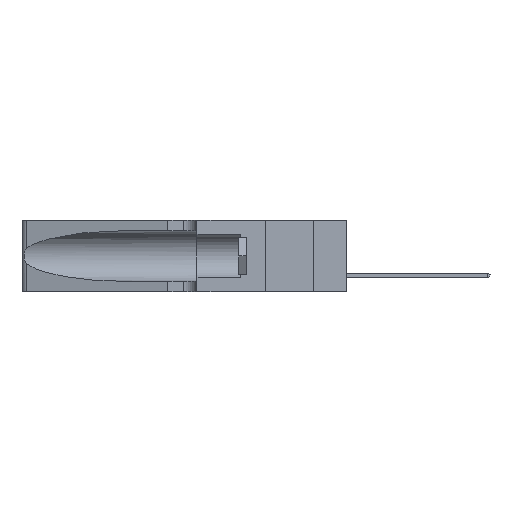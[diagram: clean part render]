
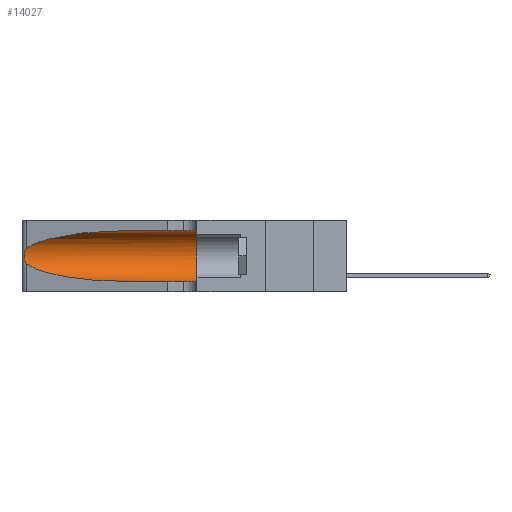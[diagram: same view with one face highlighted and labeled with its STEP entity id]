
A CAD part, left-side view. The second image highlights one B-rep face of the part: STEP entity #14027.
In plain terms, the highlighted cylindrical face has radius 3.308 mm (diameter 6.617 mm), a partial arc.
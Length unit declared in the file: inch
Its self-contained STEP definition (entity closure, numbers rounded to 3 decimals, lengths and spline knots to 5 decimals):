
#46 = VECTOR ( 'NONE', #31287, 39.37008 ) ;
#757 = CARTESIAN_POINT ( 'NONE',  ( 0.25789, 1.23486, 0.15765 ) ) ;
#968 = EDGE_CURVE ( 'NONE', #2544, #4015, #12402, .T. ) ;
#1255 = CARTESIAN_POINT ( 'NONE',  ( 0.18966, 0.96281, 0.05475 ) ) ;
#1808 = ORIENTED_EDGE ( 'NONE', *, *, #23643, .T. ) ;
#1990 = VECTOR ( 'NONE', #28251, 39.37008 ) ;
#2018 = ORIENTED_EDGE ( 'NONE', *, *, #5908, .T. ) ;
#2544 = VERTEX_POINT ( 'NONE', #34868 ) ;
#3598 = EDGE_CURVE ( 'NONE', #32567, #23638, #27136, .T. ) ;
#4015 = VERTEX_POINT ( 'NONE', #27624 ) ;
#4790 = AXIS2_PLACEMENT_3D ( 'NONE', #30690, #10378, #13211 ) ;
#5229 = CARTESIAN_POINT ( 'NONE',  ( 0.25555, 1.22994, 0.2215 ) ) ;
#5401 = CARTESIAN_POINT ( 'NONE',  ( 0.25854, 1.2359, 0.20912 ) ) ;
#5908 = EDGE_CURVE ( 'NONE', #15684, #28175, #25754, .T. ) ;
#6344 = CARTESIAN_POINT ( 'NONE',  ( 0.2373, 1.15595, 0.28018 ) ) ;
#6894 = CIRCLE ( 'NONE', #24157, 0.13025 ) ;
#9086 = CARTESIAN_POINT ( 'NONE',  ( 0.25639, 1.23186, 0.15144 ) ) ;
#9553 = FACE_OUTER_BOUND ( 'NONE', #20584, .T. ) ;
#10133 = CARTESIAN_POINT ( 'NONE',  ( 0.2373, 1.15595, 0.08982 ) ) ;
#10378 = DIRECTION ( 'NONE',  ( 0., -1., 0. ) ) ;
#10507 = CYLINDRICAL_SURFACE ( 'NONE', #4790, 0.13025 ) ;
#10523 =( BOUNDED_CURVE ( )  B_SPLINE_CURVE ( 3, ( #14715, #35477, #6344, #29401 ),
 .UNSPECIFIED., .F., .T. ) 
 B_SPLINE_CURVE_WITH_KNOTS ( ( 4, 4 ),
 ( 1.5708, 2.84003 ),
 .UNSPECIFIED. ) 
 CURVE ( )  GEOMETRIC_REPRESENTATION_ITEM ( )  RATIONAL_B_SPLINE_CURVE ( ( 1., 0.87, 0.87, 1. ) ) 
 REPRESENTATION_ITEM ( '' )  );
#10916 = ORIENTED_EDGE ( 'NONE', *, *, #31785, .T. ) ;
#11463 = CARTESIAN_POINT ( 'NONE',  ( 0.25487, 1.22718, 0.14631 ) ) ;
#12029 = ORIENTED_EDGE ( 'NONE', *, *, #3598, .T. ) ;
#12079 = CARTESIAN_POINT ( 'NONE',  ( 0.25639, 1.23184, 0.21858 ) ) ;
#12402 = LINE ( 'NONE', #16827, #46 ) ;
#13211 = DIRECTION ( 'NONE',  ( 0., 0., -1. ) ) ;
#13220 = CARTESIAN_POINT ( 'NONE',  ( 0.1305, 0.72297, 0.05475 ) ) ;
#14027 = ADVANCED_FACE ( 'NONE', ( #9553 ), #10507, .F. ) ;
#14157 = ORIENTED_EDGE ( 'NONE', *, *, #21153, .F. ) ;
#14158 = DIRECTION ( 'NONE',  ( 0., 1., 0. ) ) ;
#14715 = CARTESIAN_POINT ( 'NONE',  ( 0.1305, 0.72297, 0.31525 ) ) ;
#15558 = CARTESIAN_POINT ( 'NONE',  ( 0.26018, 1.23835, 0.19895 ) ) ;
#15684 = VERTEX_POINT ( 'NONE', #20481 ) ;
#15725 = CARTESIAN_POINT ( 'NONE',  ( 0.25487, 1.22718, 0.14631 ) ) ;
#15910 = CARTESIAN_POINT ( 'NONE',  ( 0.25487, 1.22718, 0.22369 ) ) ;
#16733 = CARTESIAN_POINT ( 'NONE',  ( 0.1305, 1.61858, 0.05475 ) ) ;
#16827 = CARTESIAN_POINT ( 'NONE',  ( 0.1305, 1.61858, 0.31525 ) ) ;
#16949 = ORIENTED_EDGE ( 'NONE', *, *, #968, .F. ) ;
#20321 = CARTESIAN_POINT ( 'NONE',  ( 0.25555, 1.22993, 0.14849 ) ) ;
#20481 = CARTESIAN_POINT ( 'NONE',  ( 0.1305, 0.72297, 0.05475 ) ) ;
#20521 =( BOUNDED_CURVE ( )  B_SPLINE_CURVE ( 3, ( #15725, #10133, #1255, #13220 ),
 .UNSPECIFIED., .F., .T. ) 
 B_SPLINE_CURVE_WITH_KNOTS ( ( 4, 4 ),
 ( 3.44316, 4.71239 ),
 .UNSPECIFIED. ) 
 CURVE ( )  GEOMETRIC_REPRESENTATION_ITEM ( )  RATIONAL_B_SPLINE_CURVE ( ( 1., 0.87, 0.87, 1. ) ) 
 REPRESENTATION_ITEM ( '' )  );
#20584 = EDGE_LOOP ( 'NONE', ( #10916, #12029, #1808, #2018, #14157, #16949 ) ) ;
#21153 = EDGE_CURVE ( 'NONE', #4015, #28175, #6894, .T. ) ;
#23638 = VERTEX_POINT ( 'NONE', #24346 ) ;
#23643 = EDGE_CURVE ( 'NONE', #23638, #15684, #20521, .T. ) ;
#24157 = AXIS2_PLACEMENT_3D ( 'NONE', #31663, #14158, #34659 ) ;
#24346 = CARTESIAN_POINT ( 'NONE',  ( 0.25487, 1.22718, 0.14631 ) ) ;
#24447 = CARTESIAN_POINT ( 'NONE',  ( 0.26075, 1.23896, 0.19203 ) ) ;
#25754 = LINE ( 'NONE', #16733, #1990 ) ;
#26799 = CARTESIAN_POINT ( 'NONE',  ( 0.1305, 0.35, 0.05475 ) ) ;
#27136 = B_SPLINE_CURVE_WITH_KNOTS ( 'NONE', 3,
 ( #34473, #5229, #12079, #31701, #5401, #15558, #24447, #27708, #29230, #35543, #757, #9086, #20321, #11463 ),
 .UNSPECIFIED., .F., .F.,
 ( 4, 2, 2, 2, 2, 2, 4 ),
 ( 0., 0.00027, 0.00053, 0.00107, 0.0016, 0.00187, 0.00214 ),
 .UNSPECIFIED. ) ;
#27624 = CARTESIAN_POINT ( 'NONE',  ( 0.1305, 0.35, 0.31525 ) ) ;
#27708 = CARTESIAN_POINT ( 'NONE',  ( 0.26075, 1.23896, 0.178 ) ) ;
#28175 = VERTEX_POINT ( 'NONE', #26799 ) ;
#28251 = DIRECTION ( 'NONE',  ( 0., -1., 0. ) ) ;
#29230 = CARTESIAN_POINT ( 'NONE',  ( 0.26017, 1.23833, 0.17102 ) ) ;
#29401 = CARTESIAN_POINT ( 'NONE',  ( 0.25487, 1.22718, 0.22369 ) ) ;
#30690 = CARTESIAN_POINT ( 'NONE',  ( 0.1305, 1.61858, 0.185 ) ) ;
#31287 = DIRECTION ( 'NONE',  ( 0., -1., 0. ) ) ;
#31663 = CARTESIAN_POINT ( 'NONE',  ( 0.1305, 0.35, 0.185 ) ) ;
#31701 = CARTESIAN_POINT ( 'NONE',  ( 0.25787, 1.23484, 0.2124 ) ) ;
#31785 = EDGE_CURVE ( 'NONE', #2544, #32567, #10523, .T. ) ;
#32567 = VERTEX_POINT ( 'NONE', #15910 ) ;
#34473 = CARTESIAN_POINT ( 'NONE',  ( 0.25487, 1.22718, 0.22369 ) ) ;
#34659 = DIRECTION ( 'NONE',  ( 0., 0., 1. ) ) ;
#34868 = CARTESIAN_POINT ( 'NONE',  ( 0.1305, 0.72297, 0.31525 ) ) ;
#35477 = CARTESIAN_POINT ( 'NONE',  ( 0.18966, 0.96281, 0.31525 ) ) ;
#35543 = CARTESIAN_POINT ( 'NONE',  ( 0.25856, 1.23593, 0.16098 ) ) ;
